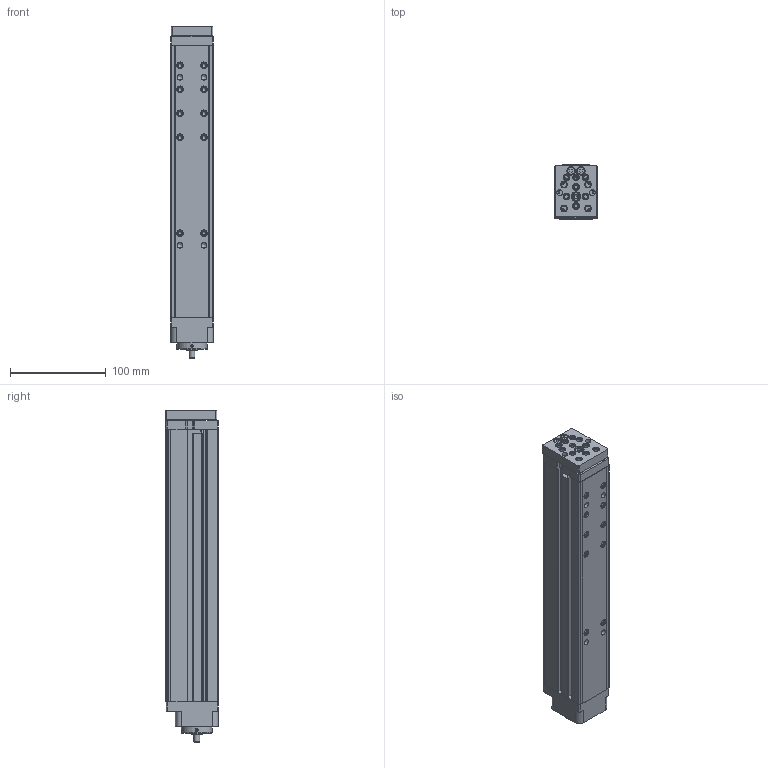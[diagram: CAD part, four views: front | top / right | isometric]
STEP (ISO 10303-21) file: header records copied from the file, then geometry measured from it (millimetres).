
FILE_DESCRIPTION(/* description */ ('STEP AP214'),/* implementation_level */ '2;1');
FILE_NAME(/* name */ '562226_EGSL-BS-45-200-3P',/* time_stamp */ '2024-08-27T14:42:19+02:00',/* author */ ('License CC BY-ND 4.0'),/* organization */ ('CADENAS'),/* preprocessor_version */ 'ST-DEVELOPER v19.3',/* originating_system */ 'PARTsolutions',/* authorisation */ ' ');
FILE_SCHEMA (('AP203_CONFIGURATION_CONTROLLED_3D_DESIGN_OF_MECHANICAL_PARTS_AND_ASSEMBLIES_MIM_LF { 1 0 10303 203 3 1 4 }','MODEL_BASED_INTEGRATED_MANUFACTURING_SCHEMA','PROCESS_PLANNING_SCHEMA','AUTOMOTIVE_DESIGN {1 0 10303 214 3 1 1}'));
Length unit declared in the file: millimetre
Products named in the file (3): 562226 EGSL-BS-45-200-3P---(0); 562226 EGSL-BS-45-200-3P---(ZYL_0); 562226 EGSL-BS-45-200-3P---(P1_0)
Assembly tree (2 placements, depth 2):
  562226 EGSL-BS-45-200-3P---(0)
    562226 EGSL-BS-45-200-3P---(ZYL_0)
    562226 EGSL-BS-45-200-3P---(P1_0)
Bounding box: 44.5 x 56 x 346 mm (x, y, z)
Volume: 613637.6 mm3; surface area: 187397.4 mm2
Topology: 2 solids, 2 shells, 815 faces, 2038 edges, 1299 vertices
Faces by surface type: plane 413, cylinder 261, cone 133, torus 8
Full cylindrical faces by diameter (mm): 1.567 x1, 2.459 x12, 4.134 x36, 4.917 x4, 5.5 x4, 5.8 x6, 6 x11, 7 x40, 8 x2, 8.5 x5, 9 x6, 9.4 x8, 9.6 x1, 10 x5, 12 x1, 15 x1, 16 x2, 30.6 x2, 32 x1
Entity records: 22973 total; most frequent: CARTESIAN_POINT 4324, DIRECTION 3888, ORIENTED_EDGE 3442, EDGE_CURVE 1721, AXIS2_PLACEMENT_3D 1489, VERTEX_POINT 1273, FACE_BOUND 1250, EDGE_LOOP 1218
